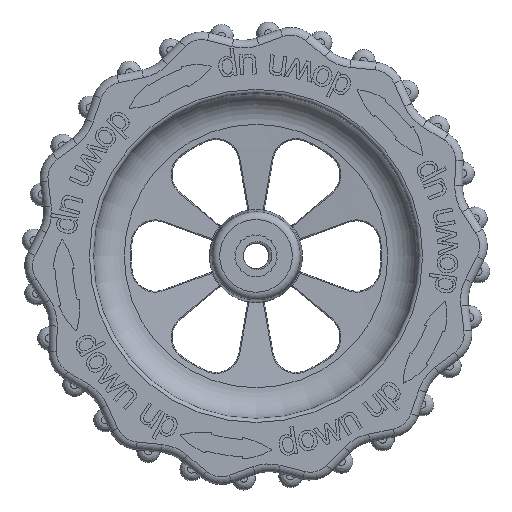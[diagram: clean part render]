
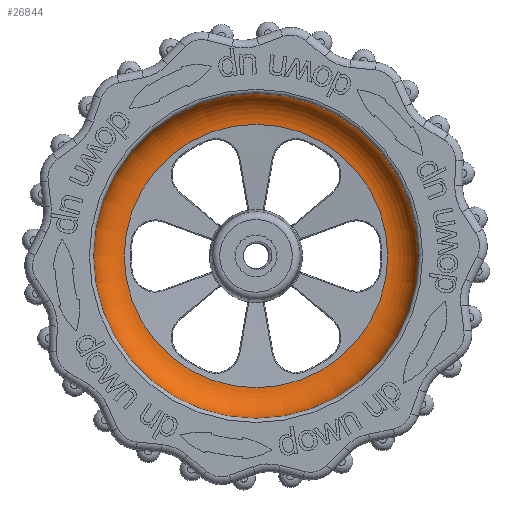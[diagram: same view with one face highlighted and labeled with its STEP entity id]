
A CAD part, top view. The second image highlights one B-rep face of the part: STEP entity #26844.
In plain terms, the highlighted toroidal (fillet/blend) face has major radius 17 mm and minor radius 4 mm.
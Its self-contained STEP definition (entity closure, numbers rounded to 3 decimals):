
#159=TOROIDAL_SURFACE('',#28838,17.,4.);
#2165=CIRCLE('',#27838,17.);
#2166=CIRCLE('',#27839,17.);
#2732=CIRCLE('',#28836,21.);
#2733=CIRCLE('',#28837,21.);
#2734=CIRCLE('',#28839,4.);
#3966=FACE_OUTER_BOUND('',#5654,.T.);
#5654=EDGE_LOOP('',(#22645,#22646,#22647,#22648,#22649,#22650));
#10936=VERTEX_POINT('',#39186);
#10937=VERTEX_POINT('',#39187);
#12476=VERTEX_POINT('',#49670);
#12477=VERTEX_POINT('',#49672);
#13774=EDGE_CURVE('',#10936,#10937,#2165,.T.);
#13776=EDGE_CURVE('',#10937,#10936,#2166,.T.);
#16009=EDGE_CURVE('',#12477,#12476,#2732,.T.);
#16010=EDGE_CURVE('',#12476,#12477,#2733,.T.);
#16011=EDGE_CURVE('',#10937,#12477,#2734,.T.);
#22645=ORIENTED_EDGE('',*,*,#13774,.T.);
#22646=ORIENTED_EDGE('',*,*,#16011,.T.);
#22647=ORIENTED_EDGE('',*,*,#16009,.T.);
#22648=ORIENTED_EDGE('',*,*,#16010,.T.);
#22649=ORIENTED_EDGE('',*,*,#16011,.F.);
#22650=ORIENTED_EDGE('',*,*,#13776,.T.);
#26844=ADVANCED_FACE('',(#3966),#159,.F.);
#27838=AXIS2_PLACEMENT_3D('',#39188,#30661,#30662);
#27839=AXIS2_PLACEMENT_3D('',#39190,#30664,#30665);
#28836=AXIS2_PLACEMENT_3D('',#49673,#33670,#33671);
#28837=AXIS2_PLACEMENT_3D('',#49674,#33672,#33673);
#28838=AXIS2_PLACEMENT_3D('',#49675,#33674,#33675);
#28839=AXIS2_PLACEMENT_3D('',#49676,#33676,#33677);
#30661=DIRECTION('center_axis',(0.,0.,-1.));
#30662=DIRECTION('ref_axis',(1.,0.,0.));
#30664=DIRECTION('center_axis',(0.,0.,-1.));
#30665=DIRECTION('ref_axis',(1.,0.,0.));
#33670=DIRECTION('center_axis',(0.,0.,1.));
#33671=DIRECTION('ref_axis',(1.,0.,0.));
#33672=DIRECTION('center_axis',(0.,0.,1.));
#33673=DIRECTION('ref_axis',(1.,0.,0.));
#33674=DIRECTION('center_axis',(0.,0.,-1.));
#33675=DIRECTION('ref_axis',(-1.,0.,0.));
#33676=DIRECTION('center_axis',(0.,-1.,0.));
#33677=DIRECTION('ref_axis',(1.,0.,0.));
#39186=CARTESIAN_POINT('',(-15.975,-5.814,3.));
#39187=CARTESIAN_POINT('',(17.,0.,3.));
#39188=CARTESIAN_POINT('Origin',(0.,0.,3.));
#39190=CARTESIAN_POINT('Origin',(0.,0.,3.));
#49670=CARTESIAN_POINT('',(-21.,0.,7.));
#49672=CARTESIAN_POINT('',(21.,0.,7.));
#49673=CARTESIAN_POINT('Origin',(0.,0.,7.));
#49674=CARTESIAN_POINT('Origin',(0.,0.,7.));
#49675=CARTESIAN_POINT('Origin',(0.,0.,7.));
#49676=CARTESIAN_POINT('Origin',(17.,0.,7.));
